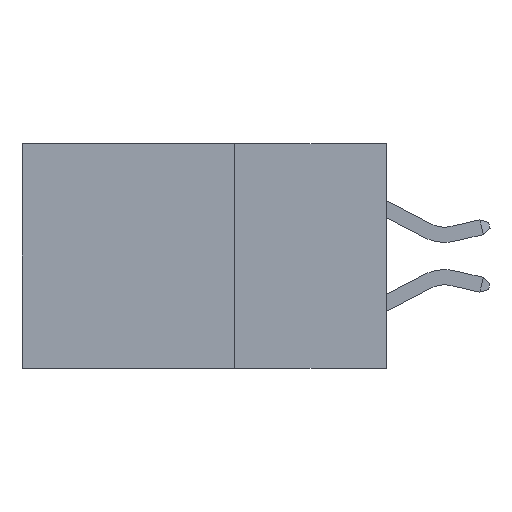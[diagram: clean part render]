
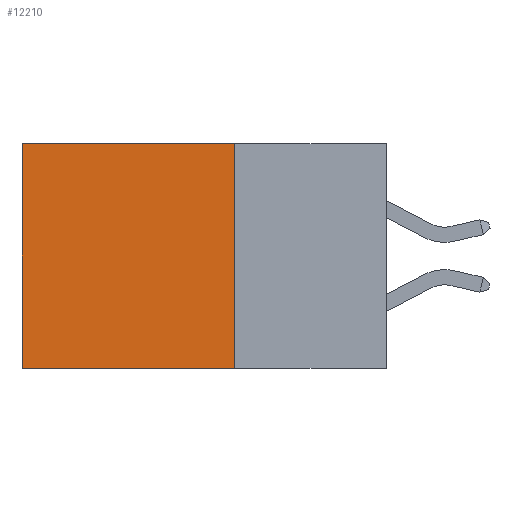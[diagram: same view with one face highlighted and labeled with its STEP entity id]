
A CAD part, left-side view. The second image highlights one B-rep face of the part: STEP entity #12210.
In plain terms, the highlighted planar face has unit normal (-1, 0, 0).
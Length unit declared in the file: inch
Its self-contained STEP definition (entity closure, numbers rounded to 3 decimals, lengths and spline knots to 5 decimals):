
#826 = DIRECTION ( 'NONE',  ( 0., 0., -1. ) ) ;
#1146 = ORIENTED_EDGE ( 'NONE', *, *, #4107, .F. ) ;
#1306 = EDGE_CURVE ( 'NONE', #12957, #4902, #10654, .T. ) ;
#1763 = VERTEX_POINT ( 'NONE', #5290 ) ;
#2187 = CARTESIAN_POINT ( 'NONE',  ( 0.298, 0.25, 0. ) ) ;
#2324 = VECTOR ( 'NONE', #3795, 39.37008 ) ;
#2375 = ORIENTED_EDGE ( 'NONE', *, *, #1306, .F. ) ;
#2424 = LINE ( 'NONE', #8763, #4918 ) ;
#2691 = CARTESIAN_POINT ( 'NONE',  ( 0.298, 0.6, 0. ) ) ;
#3205 = ORIENTED_EDGE ( 'NONE', *, *, #11714, .T. ) ;
#3410 = VECTOR ( 'NONE', #11109, 39.37008 ) ;
#3550 = CARTESIAN_POINT ( 'NONE',  ( 0.298, 0.25, -0.37 ) ) ;
#3795 = DIRECTION ( 'NONE',  ( 0., 0., -1. ) ) ;
#4107 = EDGE_CURVE ( 'NONE', #4902, #9452, #8944, .T. ) ;
#4902 = VERTEX_POINT ( 'NONE', #9843 ) ;
#4918 = VECTOR ( 'NONE', #7728, 39.37008 ) ;
#5290 = CARTESIAN_POINT ( 'NONE',  ( 0.298, 0.6, 0. ) ) ;
#6020 = VECTOR ( 'NONE', #7888, 39.37008 ) ;
#6083 = CARTESIAN_POINT ( 'NONE',  ( 0.298, 0.25, 0. ) ) ;
#6321 = LINE ( 'NONE', #2691, #6020 ) ;
#6377 = AXIS2_PLACEMENT_3D ( 'NONE', #6083, #7118, #826 ) ;
#7118 = DIRECTION ( 'NONE',  ( 1., 0., 0. ) ) ;
#7728 = DIRECTION ( 'NONE',  ( 0., 1., 0. ) ) ;
#7888 = DIRECTION ( 'NONE',  ( 0., 0., -1. ) ) ;
#8763 = CARTESIAN_POINT ( 'NONE',  ( 0.298, 0.25, 0. ) ) ;
#8926 = EDGE_LOOP ( 'NONE', ( #9122, #1146, #2375, #3205 ) ) ;
#8944 = LINE ( 'NONE', #3550, #3410 ) ;
#9122 = ORIENTED_EDGE ( 'NONE', *, *, #13236, .T. ) ;
#9452 = VERTEX_POINT ( 'NONE', #12127 ) ;
#9678 = CARTESIAN_POINT ( 'NONE',  ( 0.298, 0.25, 0. ) ) ;
#9843 = CARTESIAN_POINT ( 'NONE',  ( 0.298, 0.25, -0.37 ) ) ;
#10654 = LINE ( 'NONE', #9678, #2324 ) ;
#11109 = DIRECTION ( 'NONE',  ( 0., 1., 0. ) ) ;
#11714 = EDGE_CURVE ( 'NONE', #12957, #1763, #2424, .T. ) ;
#12127 = CARTESIAN_POINT ( 'NONE',  ( 0.298, 0.6, -0.37 ) ) ;
#12203 = PLANE ( 'NONE',  #6377 ) ;
#12210 = ADVANCED_FACE ( 'NONE', ( #13398 ), #12203, .F. ) ;
#12957 = VERTEX_POINT ( 'NONE', #2187 ) ;
#13236 = EDGE_CURVE ( 'NONE', #1763, #9452, #6321, .T. ) ;
#13398 = FACE_OUTER_BOUND ( 'NONE', #8926, .T. ) ;
